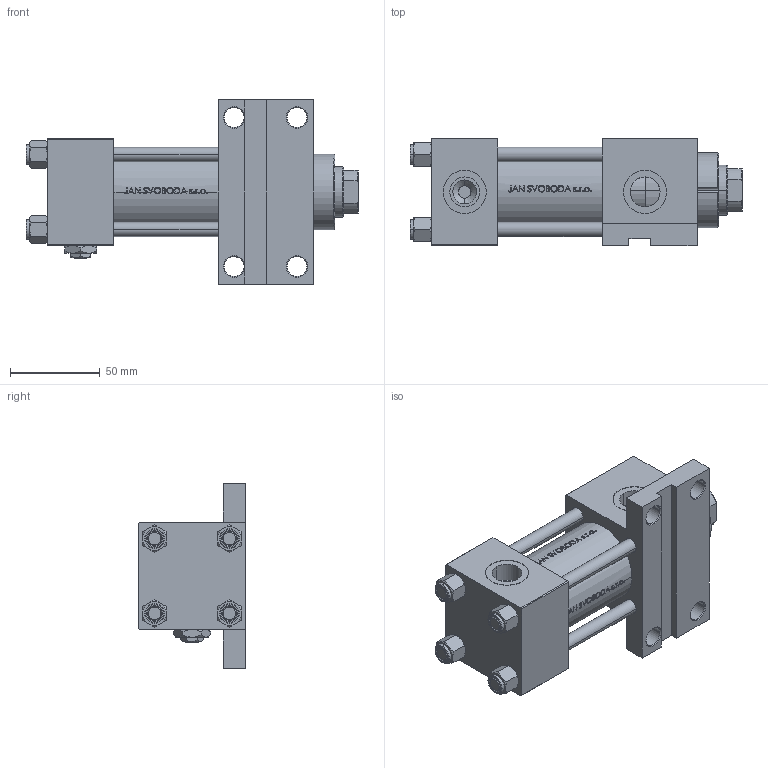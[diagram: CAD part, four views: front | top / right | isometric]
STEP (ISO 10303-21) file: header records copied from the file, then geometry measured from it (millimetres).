
FILE_DESCRIPTION (( 'STEP AP203' ), '1' );
FILE_NAME ('05e2.STEP', '2023-01-17T17:09:21', ( '' ), ( '' ), 'SwSTEP 2.0', 'SolidWorks 2019', '' );
FILE_SCHEMA (( 'CONFIG_CONTROL_DESIGN' ));
Length unit declared in the file: millimetre
Products named in the file (7): V215CR_F_TYCINKA d05edc2ca4fcff366ed02ca946ecd95d; 05e2; V215_VC_A d05edc2ca4fcff366ed02ca946ecd95d; V215CR_F_Body d05edc2ca4fcff366ed02ca946ecd95d; NUT_M5_F d05edc2ca4fcff366ed02ca946ecd95d; Zatka_pro_OIL_PORT d05edc2ca4fcff366ed02ca946ecd95d; V215CR_VCP_F d05edc2ca4fcff366ed02ca946ecd95d
Assembly tree (13 placements, depth 2):
  05e2
    V215CR_F_Body d05edc2ca4fcff366ed02ca946ecd95d
    V215CR_VCP_F d05edc2ca4fcff366ed02ca946ecd95d
    V215CR_F_TYCINKA d05edc2ca4fcff366ed02ca946ecd95d  x4
    NUT_M5_F d05edc2ca4fcff366ed02ca946ecd95d  x4
    V215_VC_A d05edc2ca4fcff366ed02ca946ecd95d
    Zatka_pro_OIL_PORT d05edc2ca4fcff366ed02ca946ecd95d  x2
Bounding box: 185 x 60 x 103 mm (x, y, z)
Volume: 441649.4 mm3; surface area: 120734.2 mm2
Topology: 13 solids, 13 shells, 1221 faces, 3102 edges, 2000 vertices
Faces by surface type: plane 486, bspline 380, cone 194, cylinder 153, torus 8
Entity records: 50918 total; most frequent: CARTESIAN_POINT 26925, ORIENTED_EDGE 5504, DIRECTION 3491, EDGE_CURVE 2752, VERTEX_POINT 1798, VECTOR 1371, LINE 1371, EDGE_LOOP 1174
